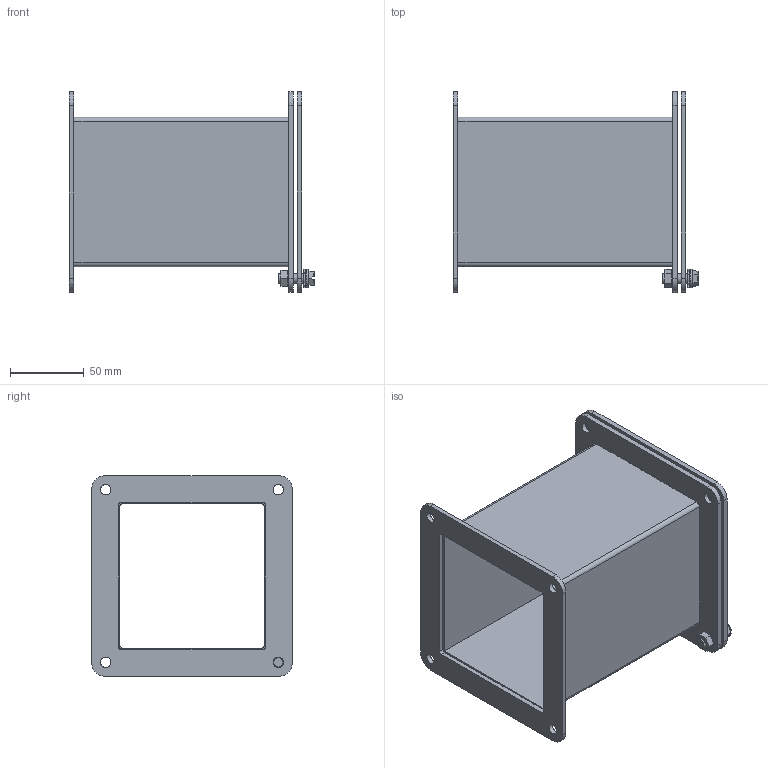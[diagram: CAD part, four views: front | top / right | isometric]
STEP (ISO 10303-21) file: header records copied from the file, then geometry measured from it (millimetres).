
FILE_DESCRIPTION (( 'STEP AP203' ), '1' );
FILE_NAME ('1487CM6SS.step', '2020-11-17T21:12:18', ( 'ADC123' ), ( 'Microsoft' ), 'SwSTEP 2.0', 'SolidWorks 2019', '' );
FILE_SCHEMA (( 'CONFIG_CONTROL_DESIGN' ));
Length unit declared in the file: inch
Products named in the file (1): 1487CM6SS
Bounding box: 166.89 x 136.53 x 136.53 mm (x, y, z)
Volume: 186551.4 mm3; surface area: 178881.5 mm2
Topology: 7 solids, 7 shells, 175 faces, 469 edges, 310 vertices
Faces by surface type: plane 99, cylinder 68, bspline 8
Full cylindrical faces by diameter (mm): 4.976 x1, 6.35 x1, 6.553 x1, 7.137 x16, 12.7 x1
Entity records: 5680 total; most frequent: CARTESIAN_POINT 1201, ORIENTED_EDGE 898, DIRECTION 879, EDGE_CURVE 449, VERTEX_POINT 310, VECTOR 295, LINE 295, AXIS2_PLACEMENT_3D 292
